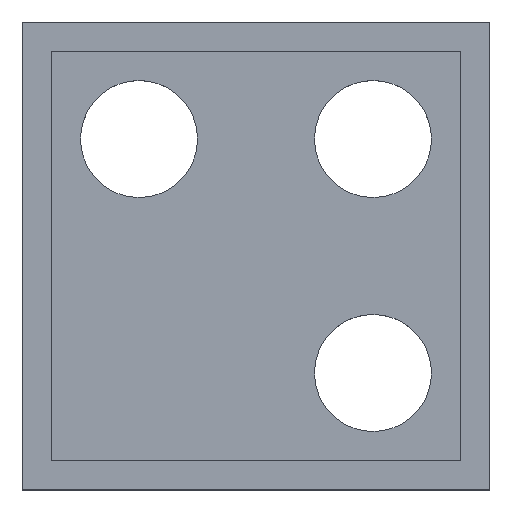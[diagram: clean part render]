
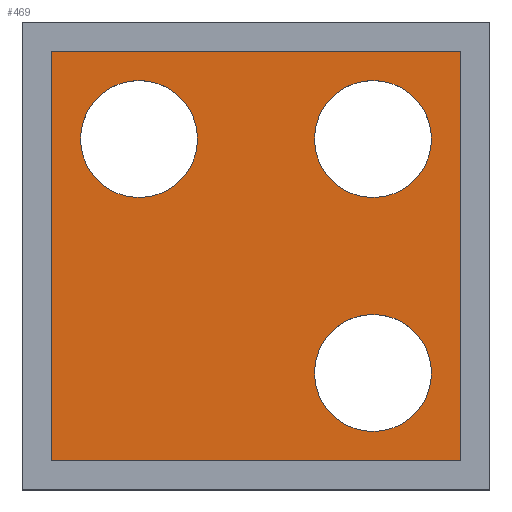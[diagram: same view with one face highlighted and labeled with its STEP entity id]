
A CAD part, top view. The second image highlights one B-rep face of the part: STEP entity #469.
In plain terms, the highlighted planar face has unit normal (0, 0, 1).
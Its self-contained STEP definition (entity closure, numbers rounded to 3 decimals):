
#12 = CARTESIAN_POINT ( 'NONE',  ( 20., 60., 5. ) ) ;
#16 = CARTESIAN_POINT ( 'NONE',  ( 0., 0., 5. ) ) ;
#25 = LINE ( 'NONE', #403, #296 ) ;
#28 = DIRECTION ( 'NONE',  ( 0., 1., 0. ) ) ;
#38 = DIRECTION ( 'NONE',  ( 1., 0., 0. ) ) ;
#49 = AXIS2_PLACEMENT_3D ( 'NONE', #157, #268, #493 ) ;
#50 = LINE ( 'NONE', #215, #85 ) ;
#54 = VERTEX_POINT ( 'NONE', #256 ) ;
#55 = FACE_BOUND ( 'NONE', #66, .T. ) ;
#60 = EDGE_CURVE ( 'NONE', #180, #286, #423, .T. ) ;
#66 = EDGE_LOOP ( 'NONE', ( #434, #520 ) ) ;
#67 = DIRECTION ( 'NONE',  ( 1., 0., 0. ) ) ;
#72 = DIRECTION ( 'NONE',  ( 0., 0., 1. ) ) ;
#77 = CARTESIAN_POINT ( 'NONE',  ( 5., 75., 5. ) ) ;
#84 = EDGE_CURVE ( 'NONE', #286, #180, #123, .T. ) ;
#85 = VECTOR ( 'NONE', #28, 1000. ) ;
#87 = EDGE_CURVE ( 'NONE', #115, #479, #50, .T. ) ;
#93 = CIRCLE ( 'NONE', #318, 10. ) ;
#96 = FACE_BOUND ( 'NONE', #277, .T. ) ;
#101 = DIRECTION ( 'NONE',  ( 0., 0., 1. ) ) ;
#108 = CARTESIAN_POINT ( 'NONE',  ( 30., 60., 5. ) ) ;
#112 = CARTESIAN_POINT ( 'NONE',  ( 5., 75., 5. ) ) ;
#115 = VERTEX_POINT ( 'NONE', #407 ) ;
#123 = CIRCLE ( 'NONE', #380, 10. ) ;
#128 = EDGE_CURVE ( 'NONE', #479, #540, #242, .T. ) ;
#130 = CIRCLE ( 'NONE', #379, 10. ) ;
#131 = AXIS2_PLACEMENT_3D ( 'NONE', #16, #445, #67 ) ;
#132 = EDGE_CURVE ( 'NONE', #321, #316, #251, .T. ) ;
#135 = DIRECTION ( 'NONE',  ( 1., 0., 0. ) ) ;
#156 = VECTOR ( 'NONE', #225, 1000. ) ;
#157 = CARTESIAN_POINT ( 'NONE',  ( 60., 60., 5. ) ) ;
#158 = CARTESIAN_POINT ( 'NONE',  ( 5., 75., 5. ) ) ;
#164 = EDGE_LOOP ( 'NONE', ( #192, #239, #315, #202 ) ) ;
#180 = VERTEX_POINT ( 'NONE', #108 ) ;
#183 = DIRECTION ( 'NONE',  ( 0., 0., 1. ) ) ;
#187 = DIRECTION ( 'NONE',  ( -1., 0., 0. ) ) ;
#192 = ORIENTED_EDGE ( 'NONE', *, *, #427, .T. ) ;
#200 = CARTESIAN_POINT ( 'NONE',  ( 50., 60., 5. ) ) ;
#202 = ORIENTED_EDGE ( 'NONE', *, *, #128, .T. ) ;
#204 = EDGE_CURVE ( 'NONE', #316, #321, #241, .T. ) ;
#210 = EDGE_CURVE ( 'NONE', #369, #525, #130, .T. ) ;
#213 = AXIS2_PLACEMENT_3D ( 'NONE', #523, #72, #366 ) ;
#215 = CARTESIAN_POINT ( 'NONE',  ( 75., 75., 5. ) ) ;
#225 = DIRECTION ( 'NONE',  ( 0., -1., 0. ) ) ;
#226 = ORIENTED_EDGE ( 'NONE', *, *, #60, .F. ) ;
#228 = CARTESIAN_POINT ( 'NONE',  ( 75., 75., 5. ) ) ;
#239 = ORIENTED_EDGE ( 'NONE', *, *, #508, .T. ) ;
#241 = CIRCLE ( 'NONE', #49, 10. ) ;
#242 = LINE ( 'NONE', #77, #425 ) ;
#251 = CIRCLE ( 'NONE', #213, 10. ) ;
#256 = CARTESIAN_POINT ( 'NONE',  ( 5., 5., 5. ) ) ;
#268 = DIRECTION ( 'NONE',  ( 0., 0., 1. ) ) ;
#277 = EDGE_LOOP ( 'NONE', ( #226, #391 ) ) ;
#286 = VERTEX_POINT ( 'NONE', #462 ) ;
#296 = VECTOR ( 'NONE', #452, 1000. ) ;
#298 = CARTESIAN_POINT ( 'NONE',  ( 20., 60., 5. ) ) ;
#315 = ORIENTED_EDGE ( 'NONE', *, *, #87, .T. ) ;
#316 = VERTEX_POINT ( 'NONE', #200 ) ;
#317 = CARTESIAN_POINT ( 'NONE',  ( 70., 20., 5. ) ) ;
#318 = AXIS2_PLACEMENT_3D ( 'NONE', #349, #183, #521 ) ;
#321 = VERTEX_POINT ( 'NONE', #496 ) ;
#339 = AXIS2_PLACEMENT_3D ( 'NONE', #12, #480, #135 ) ;
#342 = ORIENTED_EDGE ( 'NONE', *, *, #132, .F. ) ;
#349 = CARTESIAN_POINT ( 'NONE',  ( 60., 20., 5. ) ) ;
#354 = FACE_OUTER_BOUND ( 'NONE', #164, .T. ) ;
#366 = DIRECTION ( 'NONE',  ( 1., 0., 0. ) ) ;
#369 = VERTEX_POINT ( 'NONE', #317 ) ;
#371 = DIRECTION ( 'NONE',  ( 0., 0., 1. ) ) ;
#379 = AXIS2_PLACEMENT_3D ( 'NONE', #400, #371, #38 ) ;
#380 = AXIS2_PLACEMENT_3D ( 'NONE', #298, #101, #470 ) ;
#382 = EDGE_CURVE ( 'NONE', #525, #369, #93, .T. ) ;
#383 = EDGE_LOOP ( 'NONE', ( #342, #484 ) ) ;
#391 = ORIENTED_EDGE ( 'NONE', *, *, #84, .F. ) ;
#392 = PLANE ( 'NONE',  #131 ) ;
#400 = CARTESIAN_POINT ( 'NONE',  ( 60., 20., 5. ) ) ;
#403 = CARTESIAN_POINT ( 'NONE',  ( 5., 5., 5. ) ) ;
#407 = CARTESIAN_POINT ( 'NONE',  ( 75., 5., 5. ) ) ;
#423 = CIRCLE ( 'NONE', #339, 10. ) ;
#425 = VECTOR ( 'NONE', #187, 1000. ) ;
#427 = EDGE_CURVE ( 'NONE', #540, #54, #492, .T. ) ;
#434 = ORIENTED_EDGE ( 'NONE', *, *, #210, .F. ) ;
#435 = FACE_BOUND ( 'NONE', #383, .T. ) ;
#445 = DIRECTION ( 'NONE',  ( 0., 0., 1. ) ) ;
#452 = DIRECTION ( 'NONE',  ( 1., 0., 0. ) ) ;
#462 = CARTESIAN_POINT ( 'NONE',  ( 10., 60., 5. ) ) ;
#469 = ADVANCED_FACE ( 'NONE', ( #96, #435, #55, #354 ), #392, .T. ) ;
#470 = DIRECTION ( 'NONE',  ( 1., 0., 0. ) ) ;
#479 = VERTEX_POINT ( 'NONE', #228 ) ;
#480 = DIRECTION ( 'NONE',  ( 0., 0., 1. ) ) ;
#484 = ORIENTED_EDGE ( 'NONE', *, *, #204, .F. ) ;
#492 = LINE ( 'NONE', #112, #156 ) ;
#493 = DIRECTION ( 'NONE',  ( 1., 0., 0. ) ) ;
#494 = CARTESIAN_POINT ( 'NONE',  ( 50., 20., 5. ) ) ;
#496 = CARTESIAN_POINT ( 'NONE',  ( 70., 60., 5. ) ) ;
#508 = EDGE_CURVE ( 'NONE', #54, #115, #25, .T. ) ;
#520 = ORIENTED_EDGE ( 'NONE', *, *, #382, .F. ) ;
#521 = DIRECTION ( 'NONE',  ( 1., 0., 0. ) ) ;
#523 = CARTESIAN_POINT ( 'NONE',  ( 60., 60., 5. ) ) ;
#525 = VERTEX_POINT ( 'NONE', #494 ) ;
#540 = VERTEX_POINT ( 'NONE', #158 ) ;
